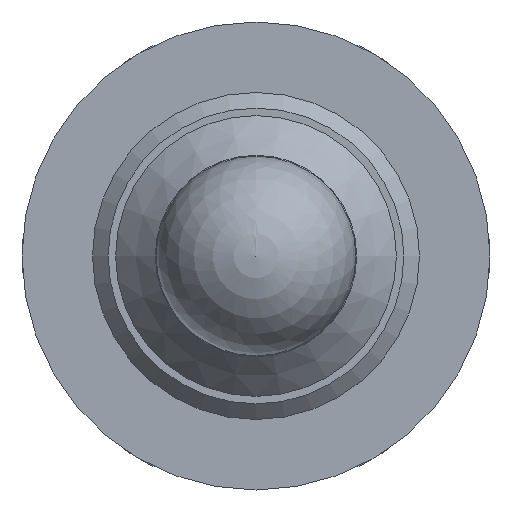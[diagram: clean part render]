
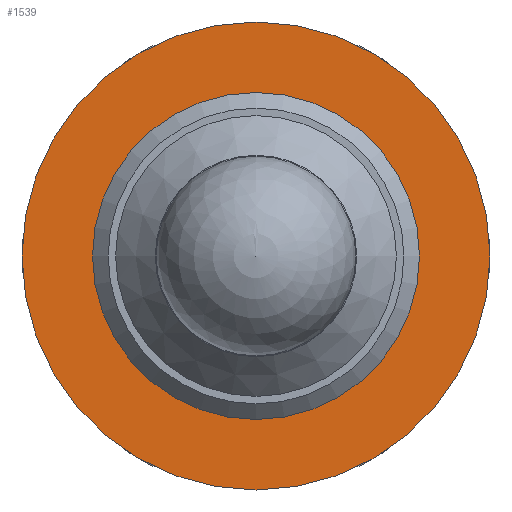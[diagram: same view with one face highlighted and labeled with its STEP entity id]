
A CAD part, front view. The second image highlights one B-rep face of the part: STEP entity #1539.
In plain terms, the highlighted planar face has unit normal (0, -1, 0).
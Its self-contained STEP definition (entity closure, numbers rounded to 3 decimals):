
#60=FACE_BOUND('',#323,.T.);
#114=PLANE('',#1750);
#201=FACE_OUTER_BOUND('',#322,.T.);
#322=EDGE_LOOP('',(#1216));
#323=EDGE_LOOP('',(#1217));
#558=CIRCLE('',#1749,9.125);
#559=CIRCLE('',#1751,15.);
#692=VERTEX_POINT('',#2683);
#693=VERTEX_POINT('',#2687);
#873=EDGE_CURVE('',#692,#692,#558,.T.);
#875=EDGE_CURVE('',#693,#693,#559,.T.);
#1216=ORIENTED_EDGE('',*,*,#875,.F.);
#1217=ORIENTED_EDGE('',*,*,#873,.T.);
#1539=ADVANCED_FACE('',(#201,#60),#114,.T.);
#1749=AXIS2_PLACEMENT_3D('',#2684,#2169,#2170);
#1750=AXIS2_PLACEMENT_3D('',#2686,#2172,#2173);
#1751=AXIS2_PLACEMENT_3D('',#2688,#2174,#2175);
#2169=DIRECTION('center_axis',(0.,1.,0.));
#2170=DIRECTION('ref_axis',(1.,0.,0.));
#2172=DIRECTION('center_axis',(0.,-1.,0.));
#2173=DIRECTION('ref_axis',(0.,0.,
-1.));
#2174=DIRECTION('center_axis',(0.,1.,0.));
#2175=DIRECTION('ref_axis',(1.,0.,0.));
#2683=CARTESIAN_POINT('',(-9.125,-23.,0.));
#2684=CARTESIAN_POINT('Origin',(0.,-23.,0.));
#2686=CARTESIAN_POINT('Origin',(15.,-23.,0.));
#2687=CARTESIAN_POINT('',(-15.,-23.,0.));
#2688=CARTESIAN_POINT('Origin',(0.,-23.,0.));
